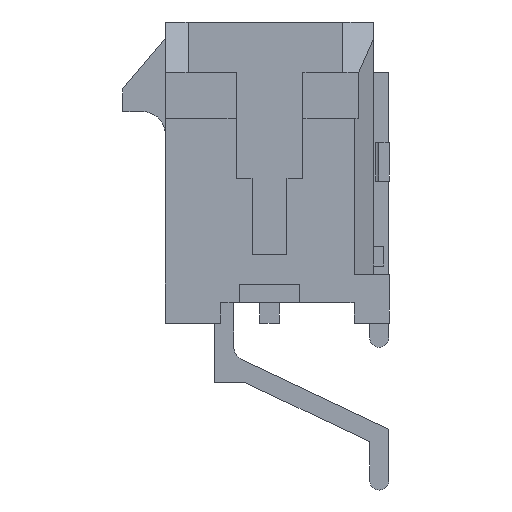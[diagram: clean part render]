
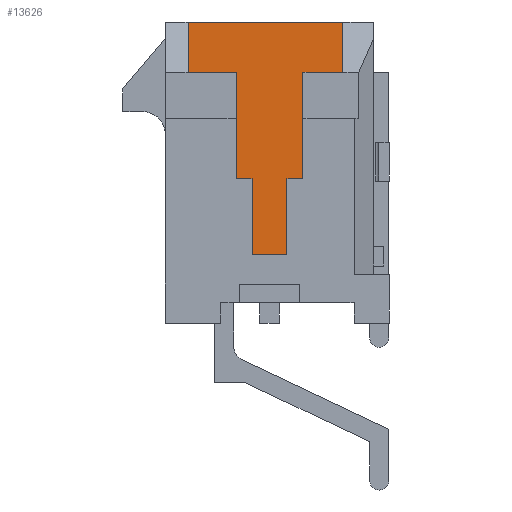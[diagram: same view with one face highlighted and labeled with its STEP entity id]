
A CAD part, left-side view. The second image highlights one B-rep face of the part: STEP entity #13626.
In plain terms, the highlighted planar face has unit normal (-1, 0, 0).
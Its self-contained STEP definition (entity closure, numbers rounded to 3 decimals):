
#126 = VERTEX_POINT ( 'NONE', #8825 ) ;
#226 = EDGE_CURVE ( 'NONE', #2914, #126, #3217, .T. ) ;
#243 = CARTESIAN_POINT ( 'NONE',  ( -4.925, -1.1, 3.305 ) ) ;
#258 = CARTESIAN_POINT ( 'NONE',  ( -4.925, 1.1, 3.305 ) ) ;
#565 = ORIENTED_EDGE ( 'NONE', *, *, #23733, .T. ) ;
#633 = CARTESIAN_POINT ( 'NONE',  ( -4.925, 2.68, 4.955 ) ) ;
#1732 = ORIENTED_EDGE ( 'NONE', *, *, #6399, .T. ) ;
#1751 = ORIENTED_EDGE ( 'NONE', *, *, #15443, .T. ) ;
#1980 = ORIENTED_EDGE ( 'NONE', *, *, #18535, .F. ) ;
#2697 = VECTOR ( 'NONE', #22657, 1000. ) ;
#2756 = VECTOR ( 'NONE', #3592, 1000. ) ;
#2914 = VERTEX_POINT ( 'NONE', #12434 ) ;
#3217 = LINE ( 'NONE', #11353, #3892 ) ;
#3422 = VERTEX_POINT ( 'NONE', #8984 ) ;
#3592 = DIRECTION ( 'NONE',  ( 0., -1., 0. ) ) ;
#3892 = VECTOR ( 'NONE', #11722, 1000. ) ;
#4018 = VECTOR ( 'NONE', #6405, 1000. ) ;
#4169 = VERTEX_POINT ( 'NONE', #26054 ) ;
#4318 = VECTOR ( 'NONE', #22938, 1000. ) ;
#4955 = VERTEX_POINT ( 'NONE', #10647 ) ;
#5049 = CARTESIAN_POINT ( 'NONE',  ( -4.925, 2.68, 4.955 ) ) ;
#5090 = EDGE_CURVE ( 'NONE', #2914, #23877, #17623, .T. ) ;
#5141 = DIRECTION ( 'NONE',  ( 0., 1., 0. ) ) ;
#5286 = DIRECTION ( 'NONE',  ( 0., 0., -1. ) ) ;
#6288 = CARTESIAN_POINT ( 'NONE',  ( -4.925, -0.575, -2.945 ) ) ;
#6399 = EDGE_CURVE ( 'NONE', #14854, #10218, #25617, .T. ) ;
#6405 = DIRECTION ( 'NONE',  ( 0., 0., -1. ) ) ;
#6472 = VECTOR ( 'NONE', #11125, 1000. ) ;
#6480 = FACE_OUTER_BOUND ( 'NONE', #21297, .T. ) ;
#8292 = CARTESIAN_POINT ( 'NONE',  ( -4.925, -1.1, -0.195 ) ) ;
#8303 = CARTESIAN_POINT ( 'NONE',  ( -4.925, 0.575, -0.195 ) ) ;
#8825 = CARTESIAN_POINT ( 'NONE',  ( -4.925, -2.41, 3.305 ) ) ;
#8880 = DIRECTION ( 'NONE',  ( 0., 0., -1. ) ) ;
#8984 = CARTESIAN_POINT ( 'NONE',  ( -4.925, -1.1, 3.305 ) ) ;
#9657 = ORIENTED_EDGE ( 'NONE', *, *, #5090, .T. ) ;
#9757 = CARTESIAN_POINT ( 'NONE',  ( -4.925, 2.68, 3.305 ) ) ;
#10218 = VERTEX_POINT ( 'NONE', #258 ) ;
#10442 = VECTOR ( 'NONE', #16432, 1000. ) ;
#10454 = DIRECTION ( 'NONE',  ( 1., 0., 0. ) ) ;
#10586 = PLANE ( 'NONE',  #10710 ) ;
#10647 = CARTESIAN_POINT ( 'NONE',  ( -4.925, 0.575, -0.195 ) ) ;
#10710 = AXIS2_PLACEMENT_3D ( 'NONE', #12716, #10454, #24596 ) ;
#10833 = CARTESIAN_POINT ( 'NONE',  ( -4.925, 2.68, 3.305 ) ) ;
#11125 = DIRECTION ( 'NONE',  ( 0., 0., 1. ) ) ;
#11353 = CARTESIAN_POINT ( 'NONE',  ( -4.925, -2.41, 4.955 ) ) ;
#11522 = EDGE_CURVE ( 'NONE', #18540, #22250, #20604, .T. ) ;
#11722 = DIRECTION ( 'NONE',  ( 0., 0., -1. ) ) ;
#11944 = EDGE_CURVE ( 'NONE', #3422, #126, #13715, .T. ) ;
#12434 = CARTESIAN_POINT ( 'NONE',  ( -4.925, -2.41, 4.955 ) ) ;
#12568 = CARTESIAN_POINT ( 'NONE',  ( -4.925, 0.575, -2.945 ) ) ;
#12646 = ORIENTED_EDGE ( 'NONE', *, *, #11944, .T. ) ;
#12716 = CARTESIAN_POINT ( 'NONE',  ( -4.925, 2.68, 4.955 ) ) ;
#13269 = VECTOR ( 'NONE', #5286, 1000. ) ;
#13374 = VECTOR ( 'NONE', #8880, 1000. ) ;
#13449 = EDGE_CURVE ( 'NONE', #4169, #10218, #23813, .T. ) ;
#13578 = CARTESIAN_POINT ( 'NONE',  ( -4.925, -1.1, 3.305 ) ) ;
#13626 = ADVANCED_FACE ( '430450609.sldprt105', ( #6480 ), #10586, .F. ) ;
#13715 = LINE ( 'NONE', #13578, #2756 ) ;
#14138 = VECTOR ( 'NONE', #5141, 1000. ) ;
#14344 = ORIENTED_EDGE ( 'NONE', *, *, #14703, .F. ) ;
#14489 = CARTESIAN_POINT ( 'NONE',  ( -4.925, -1.1, -0.195 ) ) ;
#14703 = EDGE_CURVE ( 'NONE', #22250, #17838, #15361, .T. ) ;
#14778 = LINE ( 'NONE', #6288, #4318 ) ;
#14854 = VERTEX_POINT ( 'NONE', #10833 ) ;
#15361 = LINE ( 'NONE', #19125, #13269 ) ;
#15443 = EDGE_CURVE ( 'NONE', #4955, #21322, #24650, .T. ) ;
#16088 = ORIENTED_EDGE ( 'NONE', *, *, #13449, .F. ) ;
#16432 = DIRECTION ( 'NONE',  ( 0., 1., 0. ) ) ;
#16895 = VECTOR ( 'NONE', #17858, 1000. ) ;
#17050 = ORIENTED_EDGE ( 'NONE', *, *, #226, .F. ) ;
#17587 = CARTESIAN_POINT ( 'NONE',  ( -4.925, -0.575, -0.195 ) ) ;
#17623 = LINE ( 'NONE', #25397, #14138 ) ;
#17838 = VERTEX_POINT ( 'NONE', #21038 ) ;
#17858 = DIRECTION ( 'NONE',  ( 0., -1., 0. ) ) ;
#18011 = EDGE_CURVE ( 'NONE', #4955, #4169, #20356, .T. ) ;
#18495 = VECTOR ( 'NONE', #24599, 1000. ) ;
#18535 = EDGE_CURVE ( 'NONE', #3422, #18540, #23042, .T. ) ;
#18540 = VERTEX_POINT ( 'NONE', #14489 ) ;
#19024 = LINE ( 'NONE', #633, #13374 ) ;
#19125 = CARTESIAN_POINT ( 'NONE',  ( -4.925, -0.575, -0.195 ) ) ;
#20356 = LINE ( 'NONE', #8303, #18495 ) ;
#20405 = EDGE_CURVE ( 'NONE', #17838, #21322, #14778, .T. ) ;
#20560 = ORIENTED_EDGE ( 'NONE', *, *, #20405, .F. ) ;
#20604 = LINE ( 'NONE', #8292, #10442 ) ;
#20673 = CARTESIAN_POINT ( 'NONE',  ( -4.925, 0.575, -0.195 ) ) ;
#21038 = CARTESIAN_POINT ( 'NONE',  ( -4.925, -0.575, -2.945 ) ) ;
#21297 = EDGE_LOOP ( 'NONE', ( #22352, #1980, #12646, #17050, #9657, #565, #1732, #16088, #25824, #1751, #20560, #14344 ) ) ;
#21322 = VERTEX_POINT ( 'NONE', #12568 ) ;
#22250 = VERTEX_POINT ( 'NONE', #17587 ) ;
#22352 = ORIENTED_EDGE ( 'NONE', *, *, #11522, .F. ) ;
#22657 = DIRECTION ( 'NONE',  ( 0., 0., -1. ) ) ;
#22938 = DIRECTION ( 'NONE',  ( 0., 1., 0. ) ) ;
#23042 = LINE ( 'NONE', #243, #4018 ) ;
#23733 = EDGE_CURVE ( 'NONE', #23877, #14854, #19024, .T. ) ;
#23813 = LINE ( 'NONE', #25799, #6472 ) ;
#23877 = VERTEX_POINT ( 'NONE', #5049 ) ;
#24596 = DIRECTION ( 'NONE',  ( 0., 1., 0. ) ) ;
#24599 = DIRECTION ( 'NONE',  ( 0., 1., 0. ) ) ;
#24650 = LINE ( 'NONE', #20673, #2697 ) ;
#25397 = CARTESIAN_POINT ( 'NONE',  ( -4.925, -2.41, 4.955 ) ) ;
#25617 = LINE ( 'NONE', #9757, #16895 ) ;
#25799 = CARTESIAN_POINT ( 'NONE',  ( -4.925, 1.1, -0.195 ) ) ;
#25824 = ORIENTED_EDGE ( 'NONE', *, *, #18011, .F. ) ;
#26054 = CARTESIAN_POINT ( 'NONE',  ( -4.925, 1.1, -0.195 ) ) ;
